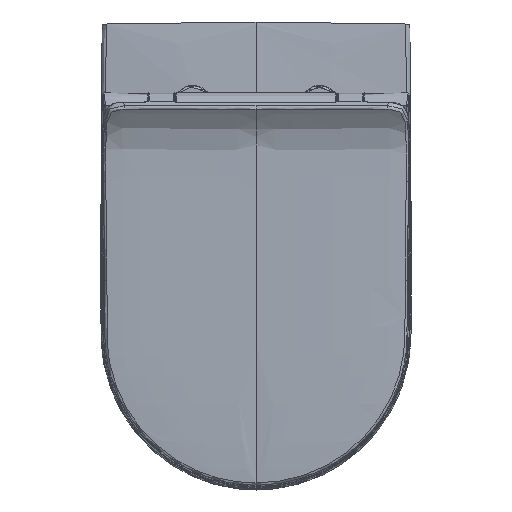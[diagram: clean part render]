
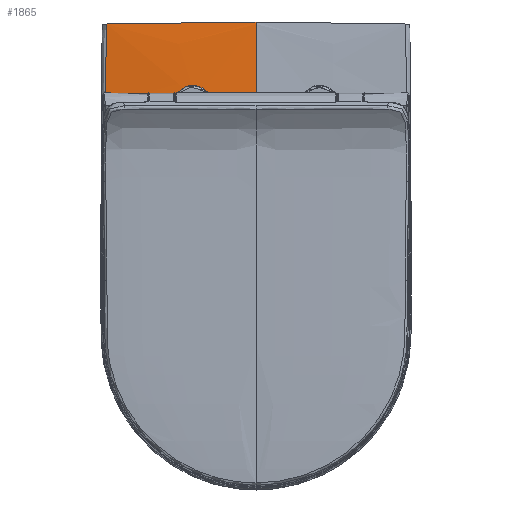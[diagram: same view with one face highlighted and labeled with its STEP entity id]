
A CAD part, top view. The second image highlights one B-rep face of the part: STEP entity #1865.
In plain terms, the highlighted free-form (B-spline) face has degree [3, 3] with [5, 8] control points.
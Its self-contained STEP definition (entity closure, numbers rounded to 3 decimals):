
#245=B_SPLINE_SURFACE_WITH_KNOTS('',3,3,((#100592,#100593,#100594,#100595,
#100596,#100597,#100598,#100599),(#100600,#100601,#100602,#100603,#100604,
#100605,#100606,#100607),(#100608,#100609,#100610,#100611,#100612,#100613,
#100614,#100615),(#100616,#100617,#100618,#100619,#100620,#100621,#100622,
#100623),(#100624,#100625,#100626,#100627,#100628,#100629,#100630,#100631)),
 .UNSPECIFIED.,.F.,.F.,.F.,(4,1,4),(4,1,1,1,1,4),(0.,92.182,179.051),
(0.,26.96,50.181,73.402,96.623,
97.859),.UNSPECIFIED.);
#1865=ADVANCED_FACE('',(#3513),#245,.T.);
#3513=FACE_OUTER_BOUND('',#5209,.T.);
#5209=EDGE_LOOP('',(#12322,#12323,#12324,#12325,#12326,#12327,#12328));
#12322=ORIENTED_EDGE('',*,*,#17128,.F.);
#12323=ORIENTED_EDGE('',*,*,#17129,.F.);
#12324=ORIENTED_EDGE('',*,*,#17130,.F.);
#12325=ORIENTED_EDGE('',*,*,#17245,.T.);
#12326=ORIENTED_EDGE('',*,*,#17131,.F.);
#12327=ORIENTED_EDGE('',*,*,#17133,.T.);
#12328=ORIENTED_EDGE('',*,*,#17132,.T.);
#17128=EDGE_CURVE('',#23712,#23713,#20388,.T.);
#17129=EDGE_CURVE('',#24054,#23712,#20389,.T.);
#17130=EDGE_CURVE('',#24060,#24054,#20390,.T.);
#17131=EDGE_CURVE('',#24057,#24058,#20391,.T.);
#17132=EDGE_CURVE('',#24061,#23713,#20392,.T.);
#17133=EDGE_CURVE('',#24057,#24061,#20393,.T.);
#17245=EDGE_CURVE('',#24060,#24058,#20490,.T.);
#20388=B_SPLINE_CURVE_WITH_KNOTS('',3,(#126226,#126227,#126228,#126229,
#126230,#126231,#126232),.UNSPECIFIED.,.F.,.F.,(4,1,1,1,4),(-174.628,
-130.971,-87.314,-43.657,0.),.UNSPECIFIED.);
#20389=B_SPLINE_CURVE_WITH_KNOTS('',3,(#126233,#126234,#126235,#126236,
#126237,#126238,#126239,#126240,#126241,#126242),.UNSPECIFIED.,.F.,.F.,
(4,1,1,1,1,1,1,4),(-92.855,-79.59,-66.325,
-53.06,-39.795,-26.53,-13.265,
0.),.UNSPECIFIED.);
#20390=B_SPLINE_CURVE_WITH_KNOTS('',3,(#126243,#126244,#126245,#126246,
#126247),.UNSPECIFIED.,.F.,.F.,(4,1,4),(-98.102,-85.098,
0.),.UNSPECIFIED.);
#20391=B_SPLINE_CURVE_WITH_KNOTS('',3,(#126248,#126249,#126250,#126251),
 .UNSPECIFIED.,.F.,.F.,(4,4),(-62.631,0.),.UNSPECIFIED.);
#20392=B_SPLINE_CURVE_WITH_KNOTS('',3,(#126252,#126253,#126254,#126255),
 .UNSPECIFIED.,.F.,.F.,(4,4),(-2.5,0.),.UNSPECIFIED.);
#20393=B_SPLINE_CURVE_WITH_KNOTS('',3,(#126256,#126257,#126258,#126259,
#126260,#126261,#126262),.UNSPECIFIED.,.F.,.F.,(4,1,1,1,4),(-92.878,
-69.658,-46.439,-23.219,0.),.UNSPECIFIED.);
#20490=B_SPLINE_CURVE_WITH_KNOTS('',3,(#127239,#127240,#127241,#127242,
#127243,#127244,#127245,#127246,#127247,#127248),.UNSPECIFIED.,.F.,.F.,
(4,1,1,1,1,1,1,4),(-21.354,-18.304,-15.253,
-12.203,-9.152,-6.101,-3.051,
0.),.UNSPECIFIED.);
#23712=VERTEX_POINT('',#120796);
#23713=VERTEX_POINT('',#120797);
#24054=VERTEX_POINT('',#121138);
#24057=VERTEX_POINT('',#121141);
#24058=VERTEX_POINT('',#121142);
#24060=VERTEX_POINT('',#121144);
#24061=VERTEX_POINT('',#121145);
#100592=CARTESIAN_POINT('',(1.748,1.221,370.966));
#100593=CARTESIAN_POINT('',(1.749,-7.649,372.347));
#100594=CARTESIAN_POINT('',(1.75,-24.363,373.548));
#100595=CARTESIAN_POINT('',(1.752,-48.782,374.9));
#100596=CARTESIAN_POINT('',(1.753,-71.98,375.814));
#100597=CARTESIAN_POINT('',(1.755,-87.863,376.233));
#100598=CARTESIAN_POINT('',(1.755,-96.009,376.43));
#100599=CARTESIAN_POINT('',(1.755,-96.421,376.44));
#100600=CARTESIAN_POINT('',(-28.869,1.221,370.967));
#100601=CARTESIAN_POINT('',(-28.881,-7.649,372.358));
#100602=CARTESIAN_POINT('',(-28.901,-24.368,373.57));
#100603=CARTESIAN_POINT('',(-28.927,-48.786,374.935));
#100604=CARTESIAN_POINT('',(-28.952,-71.983,375.857));
#100605=CARTESIAN_POINT('',(-28.972,-87.863,376.279));
#100606=CARTESIAN_POINT('',(-28.983,-96.009,376.477));
#100607=CARTESIAN_POINT('',(-28.983,-96.421,376.487));
#100608=CARTESIAN_POINT('',(-88.342,1.227,370.908));
#100609=CARTESIAN_POINT('',(-88.37,-7.66,371.838));
#100610=CARTESIAN_POINT('',(-88.417,-24.38,372.471));
#100611=CARTESIAN_POINT('',(-88.483,-48.798,373.207));
#100612=CARTESIAN_POINT('',(-88.551,-71.99,373.727));
#100613=CARTESIAN_POINT('',(-88.609,-87.865,373.998));
#100614=CARTESIAN_POINT('',(-88.643,-96.009,374.147));
#100615=CARTESIAN_POINT('',(-88.645,-96.42,374.155));
#100616=CARTESIAN_POINT('',(-147.819,1.244,370.3));
#100617=CARTESIAN_POINT('',(-147.853,-7.691,370.888));
#100618=CARTESIAN_POINT('',(-147.907,-24.397,371.468));
#100619=CARTESIAN_POINT('',(-147.983,-48.815,372.096));
#100620=CARTESIAN_POINT('',(-148.067,-71.997,372.491));
#100621=CARTESIAN_POINT('',(-148.144,-87.867,372.641));
#100622=CARTESIAN_POINT('',(-148.191,-96.009,372.699));
#100623=CARTESIAN_POINT('',(-148.193,-96.42,372.702));
#100624=CARTESIAN_POINT('',(-176.674,1.255,370.033));
#100625=CARTESIAN_POINT('',(-176.715,-7.711,370.099));
#100626=CARTESIAN_POINT('',(-176.781,-24.406,370.164));
#100627=CARTESIAN_POINT('',(-176.875,-48.824,370.235));
#100628=CARTESIAN_POINT('',(-176.979,-72.001,370.28));
#100629=CARTESIAN_POINT('',(-177.073,-87.868,370.297));
#100630=CARTESIAN_POINT('',(-177.131,-96.008,370.303));
#100631=CARTESIAN_POINT('',(-177.133,-96.42,370.303));
#120796=CARTESIAN_POINT('',(-174.601,-2.334,370.091));
#120797=CARTESIAN_POINT('',(0.,0.,371.151));
#121138=CARTESIAN_POINT('',(-175.371,-95.185,370.436));
#121141=CARTESIAN_POINT('',(0.,-95.186,376.412));
#121142=CARTESIAN_POINT('',(-62.612,-95.183,375.171));
#121144=CARTESIAN_POINT('',(-77.388,-95.185,374.704));
#121145=CARTESIAN_POINT('',(0.,-2.476,371.5));
#126226=CARTESIAN_POINT('',(-174.601,-2.334,370.091));
#126227=CARTESIAN_POINT('',(-160.707,-1.962,370.308));
#126228=CARTESIAN_POINT('',(-132.59,-1.299,370.647));
#126229=CARTESIAN_POINT('',(-89.451,-0.563,370.986));
#126230=CARTESIAN_POINT('',(-45.32,-0.106,371.136));
#126231=CARTESIAN_POINT('',(-15.219,0.,371.151));
#126232=CARTESIAN_POINT('',(0.,0.,371.151));
#126233=CARTESIAN_POINT('',(-175.371,-95.185,370.436));
#126234=CARTESIAN_POINT('',(-175.33,-89.787,370.43));
#126235=CARTESIAN_POINT('',(-175.273,-79.226,370.427));
#126236=CARTESIAN_POINT('',(-175.166,-64.013,370.391));
#126237=CARTESIAN_POINT('',(-175.065,-49.623,370.35));
#126238=CARTESIAN_POINT('',(-174.958,-36.411,370.3));
#126239=CARTESIAN_POINT('',(-174.852,-24.473,370.246));
#126240=CARTESIAN_POINT('',(-174.745,-13.56,370.187));
#126241=CARTESIAN_POINT('',(-174.654,-6.062,370.128));
#126242=CARTESIAN_POINT('',(-174.601,-2.334,370.091));
#126243=CARTESIAN_POINT('',(-77.388,-95.185,374.704));
#126244=CARTESIAN_POINT('',(-81.719,-95.185,374.563));
#126245=CARTESIAN_POINT('',(-114.391,-95.181,373.553));
#126246=CARTESIAN_POINT('',(-147.017,-95.185,372.712));
#126247=CARTESIAN_POINT('',(-175.371,-95.185,370.436));
#126248=CARTESIAN_POINT('',(0.,-95.186,376.412));
#126249=CARTESIAN_POINT('',(-20.881,-95.186,376.412));
#126250=CARTESIAN_POINT('',(-41.754,-95.183,375.83));
#126251=CARTESIAN_POINT('',(-62.612,-95.183,375.171));
#126252=CARTESIAN_POINT('',(0.,-2.476,371.5));
#126253=CARTESIAN_POINT('',(0.,-1.65,371.39));
#126254=CARTESIAN_POINT('',(0.,-0.824,371.274));
#126255=CARTESIAN_POINT('',(0.,0.,371.151));
#126256=CARTESIAN_POINT('',(0.,-95.186,376.412));
#126257=CARTESIAN_POINT('',(0.,-87.451,376.224));
#126258=CARTESIAN_POINT('',(0.,-71.98,375.816));
#126259=CARTESIAN_POINT('',(0.,-48.782,374.901));
#126260=CARTESIAN_POINT('',(0.,-25.607,373.617));
#126261=CARTESIAN_POINT('',(0.,-10.14,372.525));
#126262=CARTESIAN_POINT('',(0.,-2.476,371.5));
#127239=CARTESIAN_POINT('',(-77.388,-95.185,374.704));
#127240=CARTESIAN_POINT('',(-77.216,-94.203,374.691));
#127241=CARTESIAN_POINT('',(-76.476,-92.307,374.696));
#127242=CARTESIAN_POINT('',(-74.351,-90.122,374.715));
#127243=CARTESIAN_POINT('',(-71.541,-88.929,374.782));
#127244=CARTESIAN_POINT('',(-68.483,-88.924,374.879));
#127245=CARTESIAN_POINT('',(-65.664,-90.11,374.989));
#127246=CARTESIAN_POINT('',(-63.529,-92.297,375.113));
#127247=CARTESIAN_POINT('',(-62.785,-94.2,375.145));
#127248=CARTESIAN_POINT('',(-62.612,-95.183,375.171));
